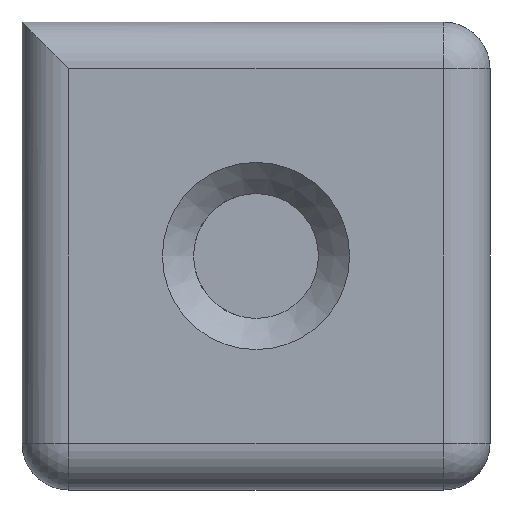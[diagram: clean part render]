
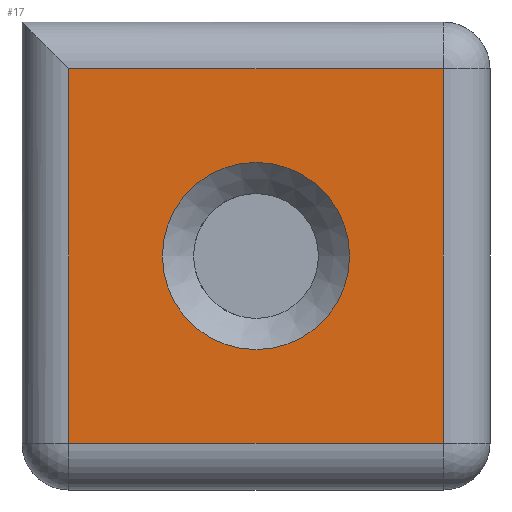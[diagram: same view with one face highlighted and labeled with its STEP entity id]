
A CAD part, front view. The second image highlights one B-rep face of the part: STEP entity #17.
In plain terms, the highlighted planar face has unit normal (0, -1, 0).
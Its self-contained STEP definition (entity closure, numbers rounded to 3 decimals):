
#17 = ADVANCED_FACE('',(#18,#54),#31,.T.);
#18 = FACE_BOUND('',#19,.T.);
#19 = EDGE_LOOP('',(#20));
#20 = ORIENTED_EDGE('',*,*,#21,.F.);
#21 = EDGE_CURVE('',#22,#22,#24,.T.);
#22 = VERTEX_POINT('',#23);
#23 = CARTESIAN_POINT('',(3.,-15.,7.5));
#24 = SURFACE_CURVE('',#25,(#30,#42),.PCURVE_S1.);
#25 = CIRCLE('',#26,3.);
#26 = AXIS2_PLACEMENT_3D('',#27,#28,#29);
#27 = CARTESIAN_POINT('',(0.,-15.,7.5));
#28 = DIRECTION('',(0.,-1.,0.));
#29 = DIRECTION('',(1.,0.,0.));
#30 = PCURVE('',#31,#36);
#31 = PLANE('',#32);
#32 = AXIS2_PLACEMENT_3D('',#33,#34,#35);
#33 = CARTESIAN_POINT('',(7.5,-15.,0.));
#34 = DIRECTION('',(0.,-1.,0.));
#35 = DIRECTION('',(-1.,0.,0.));
#36 = DEFINITIONAL_REPRESENTATION('',(#37),#41);
#37 = CIRCLE('',#38,3.);
#38 = AXIS2_PLACEMENT_2D('',#39,#40);
#39 = CARTESIAN_POINT('',(7.5,-7.5));
#40 = DIRECTION('',(-1.,-0.));
#41 = ( GEOMETRIC_REPRESENTATION_CONTEXT(2) 
PARAMETRIC_REPRESENTATION_CONTEXT() REPRESENTATION_CONTEXT('2D SPACE',''
  ) );
#42 = PCURVE('',#43,#48);
#43 = CONICAL_SURFACE('',#44,2.,0.785);
#44 = AXIS2_PLACEMENT_3D('',#45,#46,#47);
#45 = CARTESIAN_POINT('',(0.,-14.,7.5));
#46 = DIRECTION('',(-0.,-1.,-0.));
#47 = DIRECTION('',(1.,0.,0.));
#48 = DEFINITIONAL_REPRESENTATION('',(#49),#53);
#49 = LINE('',#50,#51);
#50 = CARTESIAN_POINT('',(-0.,1.));
#51 = VECTOR('',#52,1.);
#52 = DIRECTION('',(1.,-0.));
#53 = ( GEOMETRIC_REPRESENTATION_CONTEXT(2) 
PARAMETRIC_REPRESENTATION_CONTEXT() REPRESENTATION_CONTEXT('2D SPACE',''
  ) );
#54 = FACE_BOUND('',#55,.T.);
#55 = EDGE_LOOP('',(#56,#86,#114,#142));
#56 = ORIENTED_EDGE('',*,*,#57,.F.);
#57 = EDGE_CURVE('',#58,#60,#62,.T.);
#58 = VERTEX_POINT('',#59);
#59 = CARTESIAN_POINT('',(6.,-15.,1.5));
#60 = VERTEX_POINT('',#61);
#61 = CARTESIAN_POINT('',(-6.,-15.,1.5));
#62 = SURFACE_CURVE('',#63,(#67,#74),.PCURVE_S1.);
#63 = LINE('',#64,#65);
#64 = CARTESIAN_POINT('',(7.5,-15.,1.5));
#65 = VECTOR('',#66,1.);
#66 = DIRECTION('',(-1.,0.,0.));
#67 = PCURVE('',#31,#68);
#68 = DEFINITIONAL_REPRESENTATION('',(#69),#73);
#69 = LINE('',#70,#71);
#70 = CARTESIAN_POINT('',(0.,-1.5));
#71 = VECTOR('',#72,1.);
#72 = DIRECTION('',(1.,0.));
#73 = ( GEOMETRIC_REPRESENTATION_CONTEXT(2) 
PARAMETRIC_REPRESENTATION_CONTEXT() REPRESENTATION_CONTEXT('2D SPACE',''
  ) );
#74 = PCURVE('',#75,#80);
#75 = CYLINDRICAL_SURFACE('',#76,1.5);
#76 = AXIS2_PLACEMENT_3D('',#77,#78,#79);
#77 = CARTESIAN_POINT('',(7.5,-13.5,1.5));
#78 = DIRECTION('',(-1.,0.,0.));
#79 = DIRECTION('',(0.,0.,-1.));
#80 = DEFINITIONAL_REPRESENTATION('',(#81),#85);
#81 = LINE('',#82,#83);
#82 = CARTESIAN_POINT('',(1.571,0.));
#83 = VECTOR('',#84,1.);
#84 = DIRECTION('',(0.,1.));
#85 = ( GEOMETRIC_REPRESENTATION_CONTEXT(2) 
PARAMETRIC_REPRESENTATION_CONTEXT() REPRESENTATION_CONTEXT('2D SPACE',''
  ) );
#86 = ORIENTED_EDGE('',*,*,#87,.T.);
#87 = EDGE_CURVE('',#58,#88,#90,.T.);
#88 = VERTEX_POINT('',#89);
#89 = CARTESIAN_POINT('',(6.,-15.,13.5));
#90 = SURFACE_CURVE('',#91,(#95,#102),.PCURVE_S1.);
#91 = LINE('',#92,#93);
#92 = CARTESIAN_POINT('',(6.,-15.,0.));
#93 = VECTOR('',#94,1.);
#94 = DIRECTION('',(0.,0.,1.));
#95 = PCURVE('',#31,#96);
#96 = DEFINITIONAL_REPRESENTATION('',(#97),#101);
#97 = LINE('',#98,#99);
#98 = CARTESIAN_POINT('',(1.5,0.));
#99 = VECTOR('',#100,1.);
#100 = DIRECTION('',(0.,-1.));
#101 = ( GEOMETRIC_REPRESENTATION_CONTEXT(2) 
PARAMETRIC_REPRESENTATION_CONTEXT() REPRESENTATION_CONTEXT('2D SPACE',''
  ) );
#102 = PCURVE('',#103,#108);
#103 = CYLINDRICAL_SURFACE('',#104,1.5);
#104 = AXIS2_PLACEMENT_3D('',#105,#106,#107);
#105 = CARTESIAN_POINT('',(6.,-13.5,0.));
#106 = DIRECTION('',(0.,0.,1.));
#107 = DIRECTION('',(1.,0.,0.));
#108 = DEFINITIONAL_REPRESENTATION('',(#109),#113);
#109 = LINE('',#110,#111);
#110 = CARTESIAN_POINT('',(-1.571,0.));
#111 = VECTOR('',#112,1.);
#112 = DIRECTION('',(-0.,1.));
#113 = ( GEOMETRIC_REPRESENTATION_CONTEXT(2) 
PARAMETRIC_REPRESENTATION_CONTEXT() REPRESENTATION_CONTEXT('2D SPACE',''
  ) );
#114 = ORIENTED_EDGE('',*,*,#115,.T.);
#115 = EDGE_CURVE('',#88,#116,#118,.T.);
#116 = VERTEX_POINT('',#117);
#117 = CARTESIAN_POINT('',(-6.,-15.,13.5));
#118 = SURFACE_CURVE('',#119,(#123,#130),.PCURVE_S1.);
#119 = LINE('',#120,#121);
#120 = CARTESIAN_POINT('',(7.5,-15.,13.5));
#121 = VECTOR('',#122,1.);
#122 = DIRECTION('',(-1.,0.,0.));
#123 = PCURVE('',#31,#124);
#124 = DEFINITIONAL_REPRESENTATION('',(#125),#129);
#125 = LINE('',#126,#127);
#126 = CARTESIAN_POINT('',(0.,-13.5));
#127 = VECTOR('',#128,1.);
#128 = DIRECTION('',(1.,0.));
#129 = ( GEOMETRIC_REPRESENTATION_CONTEXT(2) 
PARAMETRIC_REPRESENTATION_CONTEXT() REPRESENTATION_CONTEXT('2D SPACE',''
  ) );
#130 = PCURVE('',#131,#136);
#131 = CYLINDRICAL_SURFACE('',#132,1.5);
#132 = AXIS2_PLACEMENT_3D('',#133,#134,#135);
#133 = CARTESIAN_POINT('',(7.5,-13.5,13.5));
#134 = DIRECTION('',(-1.,0.,0.));
#135 = DIRECTION('',(0.,0.,1.));
#136 = DEFINITIONAL_REPRESENTATION('',(#137),#141);
#137 = LINE('',#138,#139);
#138 = CARTESIAN_POINT('',(-1.571,0.));
#139 = VECTOR('',#140,1.);
#140 = DIRECTION('',(-0.,1.));
#141 = ( GEOMETRIC_REPRESENTATION_CONTEXT(2) 
PARAMETRIC_REPRESENTATION_CONTEXT() REPRESENTATION_CONTEXT('2D SPACE',''
  ) );
#142 = ORIENTED_EDGE('',*,*,#143,.F.);
#143 = EDGE_CURVE('',#60,#116,#144,.T.);
#144 = SURFACE_CURVE('',#145,(#149,#156),.PCURVE_S1.);
#145 = LINE('',#146,#147);
#146 = CARTESIAN_POINT('',(-6.,-15.,0.));
#147 = VECTOR('',#148,1.);
#148 = DIRECTION('',(0.,0.,1.));
#149 = PCURVE('',#31,#150);
#150 = DEFINITIONAL_REPRESENTATION('',(#151),#155);
#151 = LINE('',#152,#153);
#152 = CARTESIAN_POINT('',(13.5,0.));
#153 = VECTOR('',#154,1.);
#154 = DIRECTION('',(0.,-1.));
#155 = ( GEOMETRIC_REPRESENTATION_CONTEXT(2) 
PARAMETRIC_REPRESENTATION_CONTEXT() REPRESENTATION_CONTEXT('2D SPACE',''
  ) );
#156 = PCURVE('',#157,#162);
#157 = CYLINDRICAL_SURFACE('',#158,1.5);
#158 = AXIS2_PLACEMENT_3D('',#159,#160,#161);
#159 = CARTESIAN_POINT('',(-6.,-13.5,0.));
#160 = DIRECTION('',(0.,0.,1.));
#161 = DIRECTION('',(-1.,0.,0.));
#162 = DEFINITIONAL_REPRESENTATION('',(#163),#167);
#163 = LINE('',#164,#165);
#164 = CARTESIAN_POINT('',(1.571,0.));
#165 = VECTOR('',#166,1.);
#166 = DIRECTION('',(0.,1.));
#167 = ( GEOMETRIC_REPRESENTATION_CONTEXT(2) 
PARAMETRIC_REPRESENTATION_CONTEXT() REPRESENTATION_CONTEXT('2D SPACE',''
  ) );
